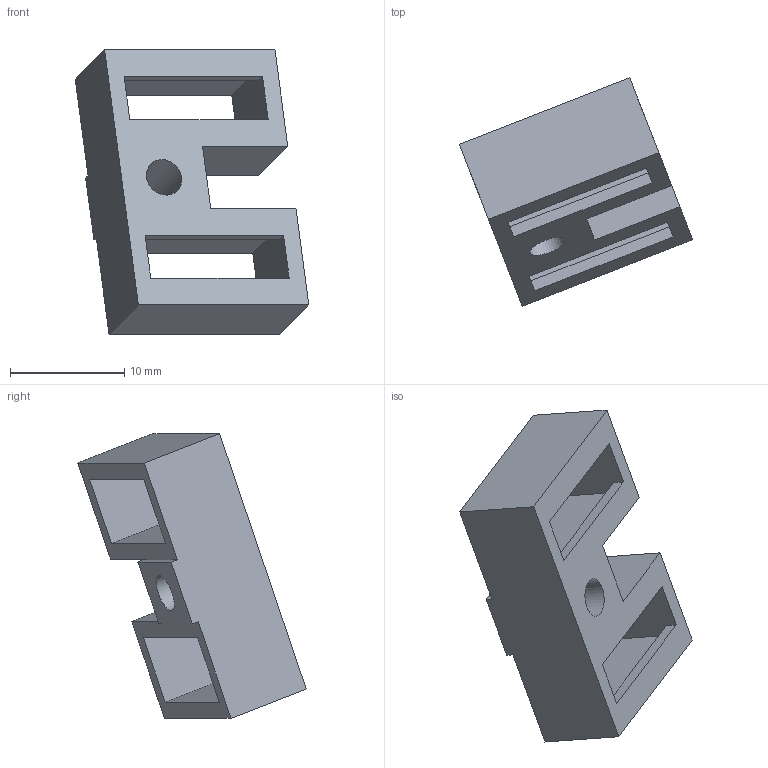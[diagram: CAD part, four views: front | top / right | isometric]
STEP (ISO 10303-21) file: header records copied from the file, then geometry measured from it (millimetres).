
FILE_DESCRIPTION(/* description */ ('STEP AP242','CAx-IF Rec.Pracs.---Representation and Presentation of Product Manufacturing Information (PMI)---4.0---2014-10-13','CAx-IF Rec.Pracs.---3D Tessellated Geometry---0.4---2014-09-14','2;1'),/* implementation_level */ '2;1');
FILE_NAME(/* name */ '68a7af0bf4ffed53e756476d',/* time_stamp */ '2025-08-21T23:43:08Z',/* author */ (''),/* organization */ (''),/* preprocessor_version */ 'ST-DEVELOPER v20',/* originating_system */ 'ONSHAPE BY PTC INC, 1.202',/* authorisation */ ' ');
FILE_SCHEMA (('AP242_MANAGED_MODEL_BASED_3D_ENGINEERING_MIM_LF { 1 0 10303 442 1 1 4 }'));
Length unit declared in the file: metre
Products named in the file (1): Buttons Mount v3
Bounding box: 20.43 x 19.96 x 24.9 mm (x, y, z)
Volume: 1346.4 mm3; surface area: 1822.2 mm2
Topology: 1 solids, 1 shells, 31 faces, 85 edges, 56 vertices
Faces by surface type: plane 30, cylinder 1
Full cylindrical faces by diameter (mm): 3.3 x1
Entity records: 994 total; most frequent: CARTESIAN_POINT 172, ORIENTED_EDGE 168, DIRECTION 150, EDGE_CURVE 84, LINE 82, VECTOR 82, VERTEX_POINT 56, EDGE_LOOP 38
